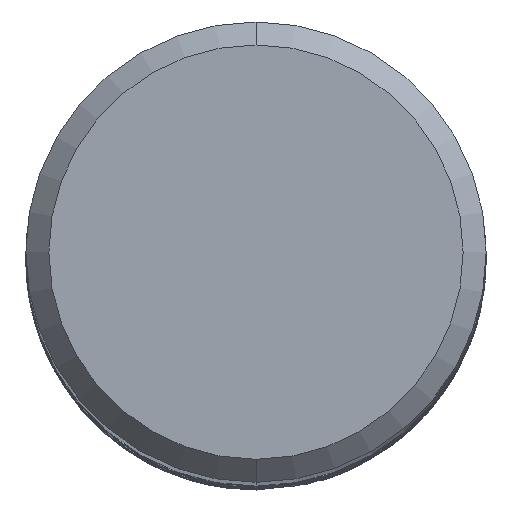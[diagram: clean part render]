
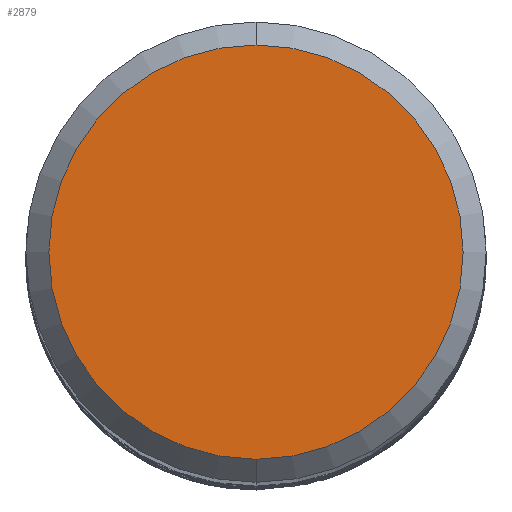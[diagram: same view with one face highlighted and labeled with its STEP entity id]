
A CAD part, top view. The second image highlights one B-rep face of the part: STEP entity #2879.
In plain terms, the highlighted planar face has unit normal (0, 0, 1).
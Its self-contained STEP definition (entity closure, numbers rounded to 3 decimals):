
#2447=VERTEX_POINT('',#5226);
#2727=EDGE_CURVE('',#3767,#2447,#5534,.T.);
#2879=ADVANCED_FACE('',(#5702),#5703,.T.);
#3767=VERTEX_POINT('',#6670);
#3979=EDGE_CURVE('',#2447,#3767,#6897,.T.);
#5226=CARTESIAN_POINT('',(0.0,5.4,0.0));
#5534=CIRCLE('',#28412,5.4);
#5702=FACE_OUTER_BOUND('',#29568,.T.);
#5703=PLANE('',#29569);
#6670=CARTESIAN_POINT('',(0.,-5.4,0.0));
#6897=CIRCLE('',#46809,5.4);
#28412=AXIS2_PLACEMENT_3D('',#49858,#49859,#49860);
#29568=EDGE_LOOP('',(#50116,#50117));
#29569=AXIS2_PLACEMENT_3D('',#50118,#50119,#50120);
#46809=AXIS2_PLACEMENT_3D('',#51296,#51297,#51298);
#49858=CARTESIAN_POINT('',(0.0,0.0,0.0));
#49859=DIRECTION('',(0.0,0.0,-1.0));
#49860=DIRECTION('',(0.0,1.0,0.0));
#50116=ORIENTED_EDGE('',*,*,#3979,.F.);
#50117=ORIENTED_EDGE('',*,*,#2727,.F.);
#50118=CARTESIAN_POINT('',(0.0,2.7,0.0));
#50119=DIRECTION('',(-0.0,0.0,1.0));
#50120=DIRECTION('',(0.0,-1.0,0.0));
#51296=CARTESIAN_POINT('',(0.0,0.0,0.0));
#51297=DIRECTION('',(0.0,0.0,-1.0));
#51298=DIRECTION('',(0.0,1.0,0.0));
